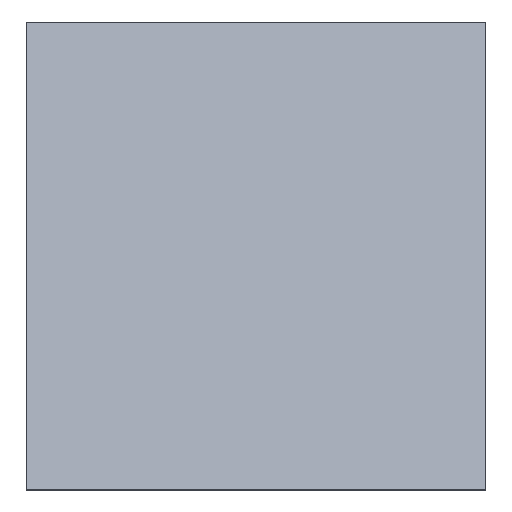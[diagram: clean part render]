
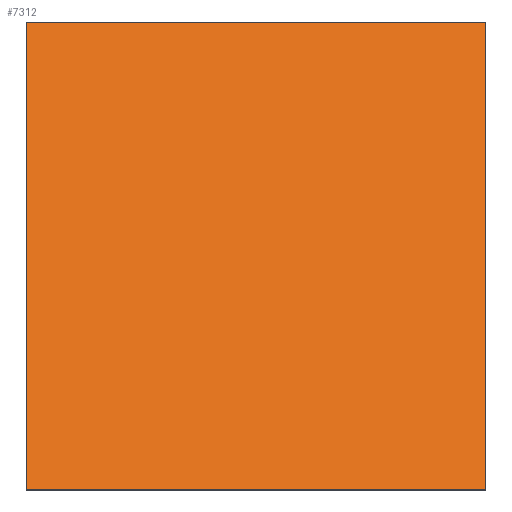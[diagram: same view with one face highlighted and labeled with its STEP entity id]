
A CAD part, top view. The second image highlights one B-rep face of the part: STEP entity #7312.
In plain terms, the highlighted planar face has unit normal (0, 0.396, 0.918).
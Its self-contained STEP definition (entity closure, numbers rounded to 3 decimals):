
#376 = EDGE_LOOP ( 'NONE', ( #15396, #20546, #13358, #2699 ) ) ;
#1118 = VECTOR ( 'NONE', #13423, 1000. ) ;
#1316 = AXIS2_PLACEMENT_3D ( 'NONE', #5030, #22014, #16507 ) ;
#2699 = ORIENTED_EDGE ( 'NONE', *, *, #21802, .T. ) ;
#2898 = LINE ( 'NONE', #5905, #1118 ) ;
#4495 = CARTESIAN_POINT ( 'NONE',  ( 114., 232., 0. ) ) ;
#4684 = VERTEX_POINT ( 'NONE', #10460 ) ;
#5030 = CARTESIAN_POINT ( 'NONE',  ( 114., 232., 0. ) ) ;
#5364 = LINE ( 'NONE', #4495, #13366 ) ;
#5905 = CARTESIAN_POINT ( 'NONE',  ( -114., 232., 0. ) ) ;
#6349 = VECTOR ( 'NONE', #24051, 1000. ) ;
#7312 = ADVANCED_FACE ( 'NONE', ( #14019 ), #14608, .T. ) ;
#8464 = CARTESIAN_POINT ( 'NONE',  ( 114., 232., 0. ) ) ;
#10460 = CARTESIAN_POINT ( 'NONE',  ( 114., 0., 100. ) ) ;
#10501 = CARTESIAN_POINT ( 'NONE',  ( 114., 232., 0. ) ) ;
#10861 = CARTESIAN_POINT ( 'NONE',  ( 114., 0., 100. ) ) ;
#11371 = EDGE_CURVE ( 'NONE', #20608, #20339, #2898, .T. ) ;
#11744 = VECTOR ( 'NONE', #14155, 1000. ) ;
#13358 = ORIENTED_EDGE ( 'NONE', *, *, #17463, .T. ) ;
#13366 = VECTOR ( 'NONE', #14006, 1000. ) ;
#13423 = DIRECTION ( 'NONE',  ( 0., 0.918, -0.396 ) ) ;
#14006 = DIRECTION ( 'NONE',  ( 0., 0.918, -0.396 ) ) ;
#14019 = FACE_OUTER_BOUND ( 'NONE', #376, .T. ) ;
#14155 = DIRECTION ( 'NONE',  ( -1., 0., 0. ) ) ;
#14608 = PLANE ( 'NONE',  #1316 ) ;
#15118 = CARTESIAN_POINT ( 'NONE',  ( -114., 232., 0. ) ) ;
#15396 = ORIENTED_EDGE ( 'NONE', *, *, #11371, .F. ) ;
#15752 = CARTESIAN_POINT ( 'NONE',  ( -114., 0., 100. ) ) ;
#16507 = DIRECTION ( 'NONE',  ( 0., 0.918, -0.396 ) ) ;
#16759 = LINE ( 'NONE', #8464, #11744 ) ;
#17463 = EDGE_CURVE ( 'NONE', #4684, #20063, #5364, .T. ) ;
#20063 = VERTEX_POINT ( 'NONE', #10501 ) ;
#20184 = LINE ( 'NONE', #10861, #6349 ) ;
#20339 = VERTEX_POINT ( 'NONE', #15118 ) ;
#20546 = ORIENTED_EDGE ( 'NONE', *, *, #23371, .T. ) ;
#20608 = VERTEX_POINT ( 'NONE', #15752 ) ;
#21802 = EDGE_CURVE ( 'NONE', #20063, #20339, #16759, .T. ) ;
#22014 = DIRECTION ( 'NONE',  ( 0., 0.396, 0.918 ) ) ;
#23371 = EDGE_CURVE ( 'NONE', #20608, #4684, #20184, .T. ) ;
#24051 = DIRECTION ( 'NONE',  ( 1., 0., 0. ) ) ;
